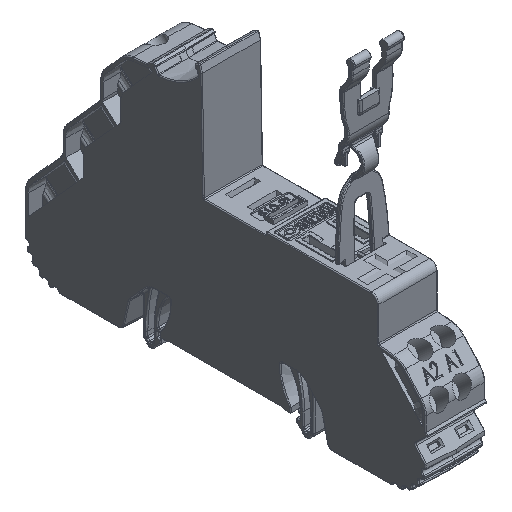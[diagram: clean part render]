
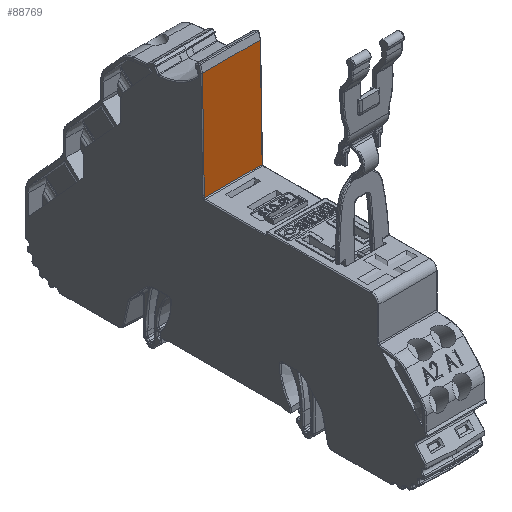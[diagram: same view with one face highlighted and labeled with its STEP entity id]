
A CAD part, isometric view. The second image highlights one B-rep face of the part: STEP entity #88769.
In plain terms, the highlighted planar face has unit normal (0, -1, 0.018).
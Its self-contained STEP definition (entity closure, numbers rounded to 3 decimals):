
#2316 = VERTEX_POINT ( 'NONE', #22590 ) ;
#7208 = DIRECTION ( 'NONE',  ( 0., -1., 0.017 ) ) ;
#7369 = DIRECTION ( 'NONE',  ( -1., 0., 0. ) ) ;
#7534 = PLANE ( 'NONE',  #11596 ) ;
#9662 = CARTESIAN_POINT ( 'NONE',  ( -7., 13.297, 38. ) ) ;
#9709 = VECTOR ( 'NONE', #64152, 1000. ) ;
#10282 = FACE_OUTER_BOUND ( 'NONE', #20676, .T. ) ;
#11596 = AXIS2_PLACEMENT_3D ( 'NONE', #74530, #7208, #59457 ) ;
#17628 = VECTOR ( 'NONE', #74584, 1000. ) ;
#19312 = VERTEX_POINT ( 'NONE', #86283 ) ;
#20676 = EDGE_LOOP ( 'NONE', ( #54284, #25176, #91665, #92339, #52828, #94887 ) ) ;
#22590 = CARTESIAN_POINT ( 'NONE',  ( 7., 13.739, 63.348 ) ) ;
#23730 = VERTEX_POINT ( 'NONE', #82760 ) ;
#25176 = ORIENTED_EDGE ( 'NONE', *, *, #63949, .T. ) ;
#26361 = EDGE_CURVE ( 'NONE', #86578, #19312, #44164, .T. ) ;
#27022 = LINE ( 'NONE', #37394, #17628 ) ;
#29934 = CARTESIAN_POINT ( 'NONE',  ( 124.712, 13.739, 63.348 ) ) ;
#30918 = VECTOR ( 'NONE', #79051, 1000. ) ;
#34301 = LINE ( 'NONE', #78926, #9709 ) ;
#36758 = LINE ( 'NONE', #79369, #30918 ) ;
#37394 = CARTESIAN_POINT ( 'NONE',  ( -7., 13.739, 63.348 ) ) ;
#40448 = VERTEX_POINT ( 'NONE', #80354 ) ;
#44164 = LINE ( 'NONE', #89180, #48169 ) ;
#46793 = LINE ( 'NONE', #95312, #61917 ) ;
#48169 = VECTOR ( 'NONE', #94137, 1000. ) ;
#49684 = EDGE_CURVE ( 'NONE', #40448, #86578, #46793, .T. ) ;
#52528 = EDGE_CURVE ( 'NONE', #2316, #23730, #75698, .T. ) ;
#52828 = ORIENTED_EDGE ( 'NONE', *, *, #64331, .T. ) ;
#54284 = ORIENTED_EDGE ( 'NONE', *, *, #90231, .F. ) ;
#55832 = VECTOR ( 'NONE', #7369, 1000. ) ;
#59457 = DIRECTION ( 'NONE',  ( 0., -0.017, -1. ) ) ;
#61917 = VECTOR ( 'NONE', #95930, 1000. ) ;
#63949 = EDGE_CURVE ( 'NONE', #68634, #40448, #36758, .T. ) ;
#64152 = DIRECTION ( 'NONE',  ( 0., 0.017, 1. ) ) ;
#64331 = EDGE_CURVE ( 'NONE', #19312, #2316, #34301, .T. ) ;
#68634 = VERTEX_POINT ( 'NONE', #9662 ) ;
#74530 = CARTESIAN_POINT ( 'NONE',  ( 124.712, 13.297, 38. ) ) ;
#74584 = DIRECTION ( 'NONE',  ( 0., 0.017, 1. ) ) ;
#75698 = LINE ( 'NONE', #29934, #55832 ) ;
#78926 = CARTESIAN_POINT ( 'NONE',  ( 7., 13.739, 63.348 ) ) ;
#79051 = DIRECTION ( 'NONE',  ( 0., -0.017, -1. ) ) ;
#79369 = CARTESIAN_POINT ( 'NONE',  ( -7., 13.283, 37.25 ) ) ;
#80354 = CARTESIAN_POINT ( 'NONE',  ( -7., 13.287, 37.447 ) ) ;
#82760 = CARTESIAN_POINT ( 'NONE',  ( -7., 13.739, 63.348 ) ) ;
#86283 = CARTESIAN_POINT ( 'NONE',  ( 7., 13.297, 38. ) ) ;
#86578 = VERTEX_POINT ( 'NONE', #88453 ) ;
#88453 = CARTESIAN_POINT ( 'NONE',  ( 7., 13.287, 37.447 ) ) ;
#88769 = ADVANCED_FACE ( 'NONE', ( #10282 ), #7534, .T. ) ;
#89180 = CARTESIAN_POINT ( 'NONE',  ( 7., 13.293, 37.8 ) ) ;
#90231 = EDGE_CURVE ( 'NONE', #68634, #23730, #27022, .T. ) ;
#91665 = ORIENTED_EDGE ( 'NONE', *, *, #49684, .T. ) ;
#92339 = ORIENTED_EDGE ( 'NONE', *, *, #26361, .T. ) ;
#94137 = DIRECTION ( 'NONE',  ( 0., 0.017, 1. ) ) ;
#94887 = ORIENTED_EDGE ( 'NONE', *, *, #52528, .T. ) ;
#95312 = CARTESIAN_POINT ( 'NONE',  ( 124.712, 13.287, 37.447 ) ) ;
#95930 = DIRECTION ( 'NONE',  ( 1., 0., 0. ) ) ;
